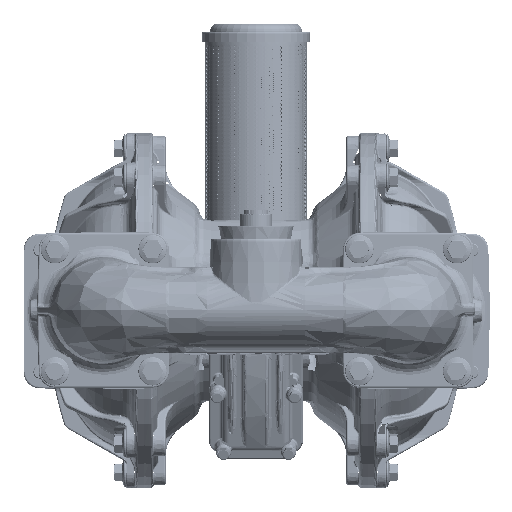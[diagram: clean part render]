
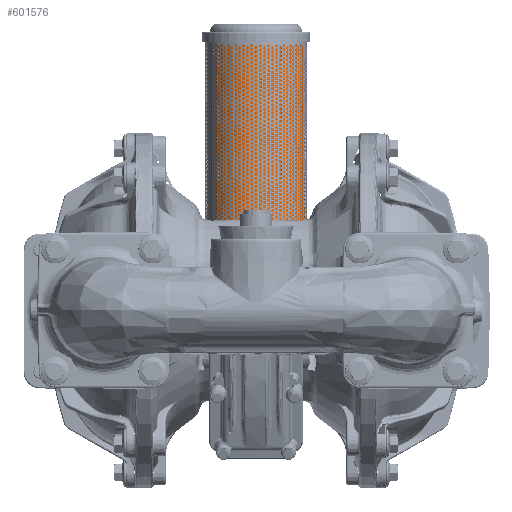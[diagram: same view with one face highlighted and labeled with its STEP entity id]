
A CAD part, top view. The second image highlights one B-rep face of the part: STEP entity #601576.
In plain terms, the highlighted cylindrical face has radius 60.5 mm (diameter 121 mm), a partial arc.
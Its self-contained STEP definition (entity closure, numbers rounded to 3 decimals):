
#8769 = AXIS2_PLACEMENT_3D ( 'NONE', #445144, #665848, #170206 ) ;
#29527 = DIRECTION ( 'NONE',  ( 0., -1., 0. ) ) ;
#48218 = CARTESIAN_POINT ( 'NONE',  ( 0., 338.5, -189. ) ) ;
#95418 = DIRECTION ( 'NONE',  ( -1., 0., 0. ) ) ;
#126972 = CARTESIAN_POINT ( 'NONE',  ( 60.5, -82.495, -189. ) ) ;
#151261 = CARTESIAN_POINT ( 'NONE',  ( 60.5, 338.5, -189. ) ) ;
#170206 = DIRECTION ( 'NONE',  ( -1., 0., 0. ) ) ;
#197979 = VERTEX_POINT ( 'NONE', #479885 ) ;
#200354 = EDGE_CURVE ( 'NONE', #310345, #597794, #609559, .T. ) ;
#222671 = LINE ( 'NONE', #646226, #253795 ) ;
#243750 = ORIENTED_EDGE ( 'NONE', *, *, #713013, .F. ) ;
#253795 = VECTOR ( 'NONE', #29527, 1000. ) ;
#257264 = CARTESIAN_POINT ( 'NONE',  ( 0., -82.495, -189. ) ) ;
#284103 = EDGE_CURVE ( 'NONE', #657565, #197979, #479894, .T. ) ;
#304442 = CARTESIAN_POINT ( 'NONE',  ( 60.5, 91.5, -189. ) ) ;
#310345 = VERTEX_POINT ( 'NONE', #304442 ) ;
#347624 = DIRECTION ( 'NONE',  ( 0., -1., 0. ) ) ;
#370771 = ORIENTED_EDGE ( 'NONE', *, *, #582609, .T. ) ;
#404138 = ORIENTED_EDGE ( 'NONE', *, *, #200354, .F. ) ;
#405784 = DIRECTION ( 'NONE',  ( 0., -1., 0. ) ) ;
#445144 = CARTESIAN_POINT ( 'NONE',  ( 0., 91.5, -189. ) ) ;
#465262 = EDGE_LOOP ( 'NONE', ( #243750, #624505, #370771, #404138 ) ) ;
#479885 = CARTESIAN_POINT ( 'NONE',  ( -60.5, 338.5, -189. ) ) ;
#479894 = CIRCLE ( 'NONE', #666477, 60.5 ) ;
#572261 = FACE_OUTER_BOUND ( 'NONE', #465262, .T. ) ;
#575497 = LINE ( 'NONE', #126972, #575822 ) ;
#575822 = VECTOR ( 'NONE', #347624, 1000. ) ;
#582609 = EDGE_CURVE ( 'NONE', #197979, #597794, #222671, .T. ) ;
#586513 = CYLINDRICAL_SURFACE ( 'NONE', #696659, 60.5 ) ;
#591109 = DIRECTION ( 'NONE',  ( 0., -1., 0. ) ) ;
#597794 = VERTEX_POINT ( 'NONE', #675801 ) ;
#601576 = ADVANCED_FACE ( 'NONE', ( #572261 ), #586513, .T. ) ;
#609559 = CIRCLE ( 'NONE', #8769, 60.5 ) ;
#624505 = ORIENTED_EDGE ( 'NONE', *, *, #284103, .T. ) ;
#626525 = DIRECTION ( 'NONE',  ( -1., 0., 0. ) ) ;
#646226 = CARTESIAN_POINT ( 'NONE',  ( -60.5, -82.495, -189. ) ) ;
#657565 = VERTEX_POINT ( 'NONE', #151261 ) ;
#665848 = DIRECTION ( 'NONE',  ( 0., -1., 0. ) ) ;
#666477 = AXIS2_PLACEMENT_3D ( 'NONE', #48218, #591109, #95418 ) ;
#675801 = CARTESIAN_POINT ( 'NONE',  ( -60.5, 91.5, -189. ) ) ;
#696659 = AXIS2_PLACEMENT_3D ( 'NONE', #257264, #405784, #626525 ) ;
#713013 = EDGE_CURVE ( 'NONE', #657565, #310345, #575497, .T. ) ;
